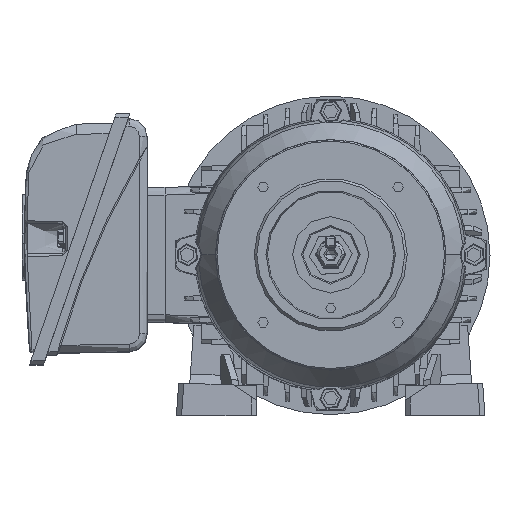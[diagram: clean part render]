
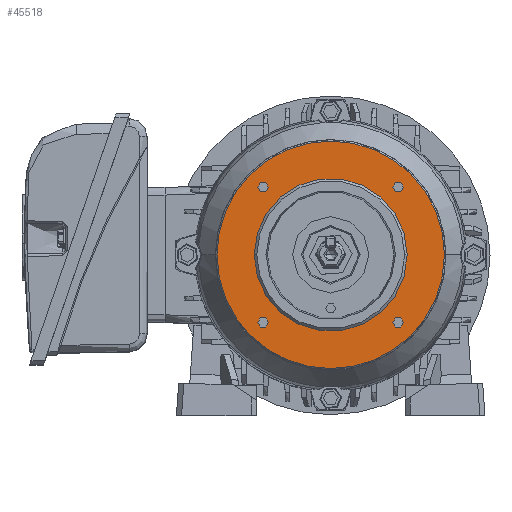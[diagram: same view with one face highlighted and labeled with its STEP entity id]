
A CAD part, top view. The second image highlights one B-rep face of the part: STEP entity #45518.
In plain terms, the highlighted face is planar.
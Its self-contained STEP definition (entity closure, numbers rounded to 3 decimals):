
#608 = FACE_BOUND ( 'NONE', #7101, .T. ) ;
#692 = EDGE_LOOP ( 'NONE', ( #28854, #31822 ) ) ;
#703 = VERTEX_POINT ( 'NONE', #33000 ) ;
#918 = EDGE_CURVE ( 'NONE', #47113, #48068, #46975, .T. ) ;
#1790 = AXIS2_PLACEMENT_3D ( 'NONE', #53838, #53657, #32135 ) ;
#2043 = FACE_BOUND ( 'NONE', #23426, .T. ) ;
#2225 = CARTESIAN_POINT ( 'NONE',  ( -28.617, 26.517, -23.5 ) ) ;
#2500 = EDGE_CURVE ( 'NONE', #7630, #39946, #8154, .T. ) ;
#4282 = VERTEX_POINT ( 'NONE', #2225 ) ;
#5127 = CIRCLE ( 'NONE', #1790, 2.1 ) ;
#5400 = ORIENTED_EDGE ( 'NONE', *, *, #42225, .F. ) ;
#5865 = DIRECTION ( 'NONE',  ( 1., 0., 0. ) ) ;
#5957 = CARTESIAN_POINT ( 'NONE',  ( 26.517, -26.517, -23.5 ) ) ;
#7101 = EDGE_LOOP ( 'NONE', ( #42807, #28209 ) ) ;
#7630 = VERTEX_POINT ( 'NONE', #10836 ) ;
#8154 = CIRCLE ( 'NONE', #11522, 2.1 ) ;
#8362 = EDGE_CURVE ( 'NONE', #24380, #57182, #33901, .T. ) ;
#8442 = CARTESIAN_POINT ( 'NONE',  ( -28.617, -26.517, -23.5 ) ) ;
#8757 = CIRCLE ( 'NONE', #23745, 2.1 ) ;
#9532 = CARTESIAN_POINT ( 'NONE',  ( 0., 0., -23.5 ) ) ;
#9693 = CIRCLE ( 'NONE', #40580, 30. ) ;
#10134 = CARTESIAN_POINT ( 'NONE',  ( 24.417, 26.517, -23.5 ) ) ;
#10836 = CARTESIAN_POINT ( 'NONE',  ( -24.417, -26.517, -23.5 ) ) ;
#10919 = CARTESIAN_POINT ( 'NONE',  ( 0., 0., -23.5 ) ) ;
#11522 = AXIS2_PLACEMENT_3D ( 'NONE', #18141, #26558, #22547 ) ;
#11958 = ORIENTED_EDGE ( 'NONE', *, *, #55166, .T. ) ;
#12583 = DIRECTION ( 'NONE',  ( 0., 0., -1. ) ) ;
#12858 = DIRECTION ( 'NONE',  ( -1., 0., 0. ) ) ;
#13597 = VERTEX_POINT ( 'NONE', #10134 ) ;
#14674 = DIRECTION ( 'NONE',  ( -1., 0., 0. ) ) ;
#14777 = CIRCLE ( 'NONE', #22373, 2.1 ) ;
#15555 = AXIS2_PLACEMENT_3D ( 'NONE', #9532, #30927, #31678 ) ;
#15829 = CARTESIAN_POINT ( 'NONE',  ( -44.622, 0., -23.5 ) ) ;
#15892 = DIRECTION ( 'NONE',  ( 0., 0., -1. ) ) ;
#16826 = CARTESIAN_POINT ( 'NONE',  ( 0., 0., -23.5 ) ) ;
#17014 = DIRECTION ( 'NONE',  ( -1., 0., 0. ) ) ;
#17040 = VERTEX_POINT ( 'NONE', #18482 ) ;
#18141 = CARTESIAN_POINT ( 'NONE',  ( -26.517, -26.517, -23.5 ) ) ;
#18372 = ORIENTED_EDGE ( 'NONE', *, *, #25995, .F. ) ;
#18482 = CARTESIAN_POINT ( 'NONE',  ( 28.617, 26.517, -23.5 ) ) ;
#19631 = EDGE_CURVE ( 'NONE', #48068, #47113, #25287, .T. ) ;
#19935 = DIRECTION ( 'NONE',  ( -1., 0., 0. ) ) ;
#20319 = CARTESIAN_POINT ( 'NONE',  ( 26.517, -26.517, -23.5 ) ) ;
#20685 = FACE_BOUND ( 'NONE', #22324, .T. ) ;
#21113 = AXIS2_PLACEMENT_3D ( 'NONE', #5957, #41407, #14674 ) ;
#21318 = CARTESIAN_POINT ( 'NONE',  ( -30., 0., -23.5 ) ) ;
#21813 = ORIENTED_EDGE ( 'NONE', *, *, #23514, .T. ) ;
#22324 = EDGE_LOOP ( 'NONE', ( #26188, #18372 ) ) ;
#22373 = AXIS2_PLACEMENT_3D ( 'NONE', #33793, #33602, #33214 ) ;
#22547 = DIRECTION ( 'NONE',  ( -1., 0., 0. ) ) ;
#22622 = CIRCLE ( 'NONE', #34778, 2.1 ) ;
#22695 = ORIENTED_EDGE ( 'NONE', *, *, #28119, .F. ) ;
#22722 = FACE_OUTER_BOUND ( 'NONE', #692, .T. ) ;
#23426 = EDGE_LOOP ( 'NONE', ( #55747, #22695 ) ) ;
#23514 = EDGE_CURVE ( 'NONE', #703, #54438, #9693, .T. ) ;
#23622 = DIRECTION ( 'NONE',  ( 0., 0., 1. ) ) ;
#23745 = AXIS2_PLACEMENT_3D ( 'NONE', #35741, #39223, #12858 ) ;
#24380 = VERTEX_POINT ( 'NONE', #56978 ) ;
#25287 = CIRCLE ( 'NONE', #15555, 44.622 ) ;
#25995 = EDGE_CURVE ( 'NONE', #46320, #4282, #8757, .T. ) ;
#26097 = DIRECTION ( 'NONE',  ( -1., 0., 0. ) ) ;
#26188 = ORIENTED_EDGE ( 'NONE', *, *, #48441, .F. ) ;
#26558 = DIRECTION ( 'NONE',  ( 0., 0., -1. ) ) ;
#27224 = DIRECTION ( 'NONE',  ( -1., 0., 0. ) ) ;
#28119 = EDGE_CURVE ( 'NONE', #17040, #13597, #14777, .T. ) ;
#28128 = DIRECTION ( 'NONE',  ( 1., 0., 0. ) ) ;
#28209 = ORIENTED_EDGE ( 'NONE', *, *, #2500, .F. ) ;
#28854 = ORIENTED_EDGE ( 'NONE', *, *, #918, .T. ) ;
#30605 = EDGE_LOOP ( 'NONE', ( #21813, #11958 ) ) ;
#30927 = DIRECTION ( 'NONE',  ( 0., 0., -1. ) ) ;
#31190 = AXIS2_PLACEMENT_3D ( 'NONE', #45847, #54489, #28128 ) ;
#31295 = DIRECTION ( 'NONE',  ( 0., 0., -1. ) ) ;
#31678 = DIRECTION ( 'NONE',  ( -1., 0., 0. ) ) ;
#31822 = ORIENTED_EDGE ( 'NONE', *, *, #19631, .T. ) ;
#32135 = DIRECTION ( 'NONE',  ( -1., 0., 0. ) ) ;
#32996 = AXIS2_PLACEMENT_3D ( 'NONE', #44218, #31295, #27224 ) ;
#33000 = CARTESIAN_POINT ( 'NONE',  ( 30., 0., -23.5 ) ) ;
#33122 = EDGE_CURVE ( 'NONE', #13597, #17040, #22622, .T. ) ;
#33161 = CARTESIAN_POINT ( 'NONE',  ( 28.617, -26.517, -23.5 ) ) ;
#33214 = DIRECTION ( 'NONE',  ( -1., 0., 0. ) ) ;
#33602 = DIRECTION ( 'NONE',  ( 0., 0., -1. ) ) ;
#33793 = CARTESIAN_POINT ( 'NONE',  ( 26.517, 26.517, -23.5 ) ) ;
#33901 = CIRCLE ( 'NONE', #47154, 2.1 ) ;
#34778 = AXIS2_PLACEMENT_3D ( 'NONE', #53171, #35881, #35695 ) ;
#35695 = DIRECTION ( 'NONE',  ( -1., 0., 0. ) ) ;
#35741 = CARTESIAN_POINT ( 'NONE',  ( -26.517, 26.517, -23.5 ) ) ;
#35881 = DIRECTION ( 'NONE',  ( 0., 0., -1. ) ) ;
#36876 = AXIS2_PLACEMENT_3D ( 'NONE', #16826, #12583, #17014 ) ;
#39223 = DIRECTION ( 'NONE',  ( 0., 0., -1. ) ) ;
#39803 = PLANE ( 'NONE',  #32996 ) ;
#39946 = VERTEX_POINT ( 'NONE', #8442 ) ;
#39950 = FACE_BOUND ( 'NONE', #48782, .T. ) ;
#40580 = AXIS2_PLACEMENT_3D ( 'NONE', #10919, #23622, #5865 ) ;
#41407 = DIRECTION ( 'NONE',  ( 0., 0., -1. ) ) ;
#42225 = EDGE_CURVE ( 'NONE', #57182, #24380, #49086, .T. ) ;
#42504 = CARTESIAN_POINT ( 'NONE',  ( 44.622, 0., -23.5 ) ) ;
#42807 = ORIENTED_EDGE ( 'NONE', *, *, #54484, .F. ) ;
#44218 = CARTESIAN_POINT ( 'NONE',  ( 0., 30., -23.5 ) ) ;
#44709 = CIRCLE ( 'NONE', #51094, 2.1 ) ;
#45518 = ADVANCED_FACE ( 'NONE', ( #2043, #20685, #608, #39950, #22722, #48877 ), #39803, .T. ) ;
#45847 = CARTESIAN_POINT ( 'NONE',  ( 0., 0., -23.5 ) ) ;
#46320 = VERTEX_POINT ( 'NONE', #47621 ) ;
#46975 = CIRCLE ( 'NONE', #36876, 44.622 ) ;
#47113 = VERTEX_POINT ( 'NONE', #42504 ) ;
#47154 = AXIS2_PLACEMENT_3D ( 'NONE', #20319, #15892, #19935 ) ;
#47621 = CARTESIAN_POINT ( 'NONE',  ( -24.417, 26.517, -23.5 ) ) ;
#48057 = CARTESIAN_POINT ( 'NONE',  ( -26.517, -26.517, -23.5 ) ) ;
#48068 = VERTEX_POINT ( 'NONE', #15829 ) ;
#48441 = EDGE_CURVE ( 'NONE', #4282, #46320, #5127, .T. ) ;
#48782 = EDGE_LOOP ( 'NONE', ( #54567, #5400 ) ) ;
#48877 = FACE_BOUND ( 'NONE', #30605, .T. ) ;
#49086 = CIRCLE ( 'NONE', #21113, 2.1 ) ;
#49467 = CIRCLE ( 'NONE', #31190, 30. ) ;
#51094 = AXIS2_PLACEMENT_3D ( 'NONE', #48057, #52473, #26097 ) ;
#52473 = DIRECTION ( 'NONE',  ( 0., 0., -1. ) ) ;
#53171 = CARTESIAN_POINT ( 'NONE',  ( 26.517, 26.517, -23.5 ) ) ;
#53657 = DIRECTION ( 'NONE',  ( 0., 0., -1. ) ) ;
#53838 = CARTESIAN_POINT ( 'NONE',  ( -26.517, 26.517, -23.5 ) ) ;
#54438 = VERTEX_POINT ( 'NONE', #21318 ) ;
#54484 = EDGE_CURVE ( 'NONE', #39946, #7630, #44709, .T. ) ;
#54489 = DIRECTION ( 'NONE',  ( 0., 0., 1. ) ) ;
#54567 = ORIENTED_EDGE ( 'NONE', *, *, #8362, .F. ) ;
#55166 = EDGE_CURVE ( 'NONE', #54438, #703, #49467, .T. ) ;
#55747 = ORIENTED_EDGE ( 'NONE', *, *, #33122, .F. ) ;
#56978 = CARTESIAN_POINT ( 'NONE',  ( 24.417, -26.517, -23.5 ) ) ;
#57182 = VERTEX_POINT ( 'NONE', #33161 ) ;
